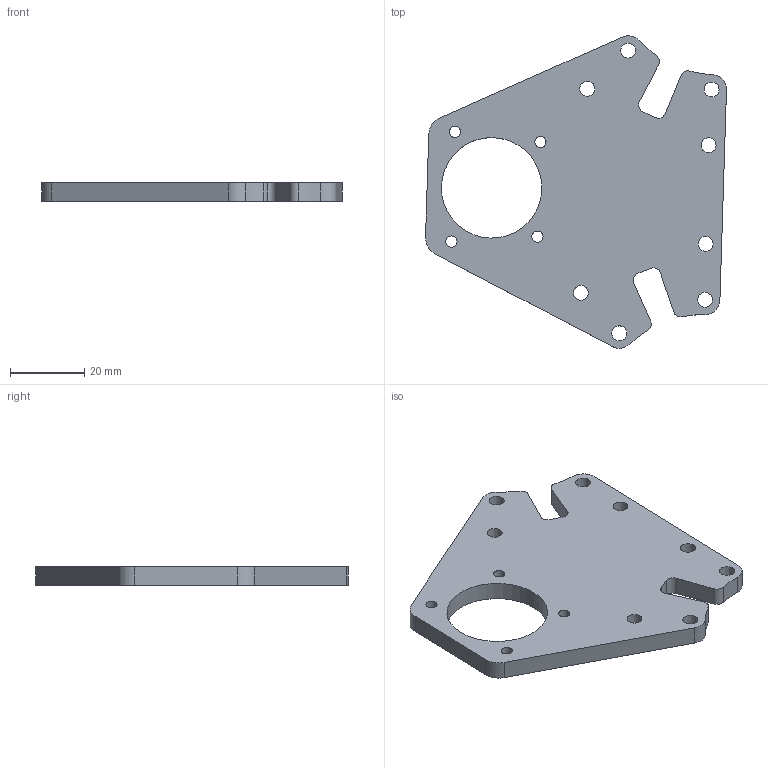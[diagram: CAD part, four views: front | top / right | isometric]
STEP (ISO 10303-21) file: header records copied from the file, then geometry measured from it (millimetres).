
FILE_DESCRIPTION(/* description */ (''),/* implementation_level */ '2;1');
FILE_NAME(/* name */ 'body_conn_s_1.stp',/* time_stamp */ '2020-12-29T20:23:13+08:00',/* author */ ('Shuang Peng'),/* organization */ (''),/* preprocessor_version */ 'ST-DEVELOPER v18',/* originating_system */ 'Autodesk Inventor 2020',/* authorisation */ '');
FILE_SCHEMA (('AUTOMOTIVE_DESIGN { 1 0 10303 214 3 1 1 }'));
Length unit declared in the file: millimetre
Products named in the file (1): body_conn_s_1
Bounding box: 80.83 x 83.94 x 5 mm (x, y, z)
Volume: 20486.7 mm3; surface area: 10936.6 mm2
Topology: 1 solids, 1 shells, 43 faces, 127 edges, 86 vertices
Faces by surface type: cylinder 31, plane 12
Full cylindrical faces by diameter (mm): 3 x4, 4 x8, 27 x1
Entity records: 1572 total; most frequent: DIRECTION 281, CARTESIAN_POINT 257, ORIENTED_EDGE 254, EDGE_CURVE 127, AXIS2_PLACEMENT_3D 110, VERTEX_POINT 86, EDGE_LOOP 69, CIRCLE 66
